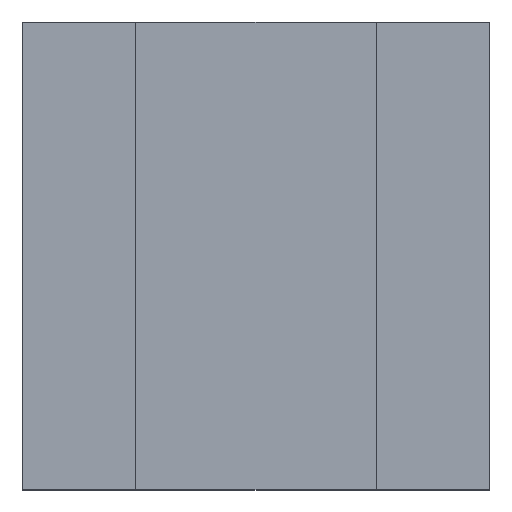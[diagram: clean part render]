
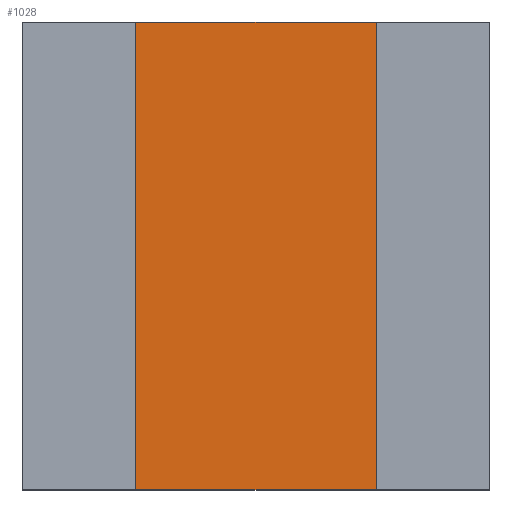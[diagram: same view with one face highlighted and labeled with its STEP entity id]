
A CAD part, top view. The second image highlights one B-rep face of the part: STEP entity #1028.
In plain terms, the highlighted planar face has unit normal (0, 0, 1).
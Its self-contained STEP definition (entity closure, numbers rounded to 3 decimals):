
#804=CARTESIAN_POINT('',(1.105,-2.146,2.108));
#803=VERTEX_POINT('',#804);
#814=CARTESIAN_POINT('',(-1.105,-2.146,2.108));
#813=VERTEX_POINT('',#814);
#812=EDGE_CURVE('',#813,#803,#817,.T.);
#817=LINE('',#814,#819);
#819=VECTOR('',#820,2.21);
#820=DIRECTION('',(1.0,0.0,0.0));
#853=CARTESIAN_POINT('',(1.105,2.146,2.108));
#852=VERTEX_POINT('',#853);
#861=EDGE_CURVE('',#803,#852,#866,.T.);
#866=LINE('',#804,#868);
#868=VECTOR('',#869,4.293);
#869=DIRECTION('',(0.0,1.0,0.0));
#902=CARTESIAN_POINT('',(-1.105,2.146,2.108));
#901=VERTEX_POINT('',#902);
#910=EDGE_CURVE('',#852,#901,#915,.T.);
#915=LINE('',#853,#917);
#917=VECTOR('',#918,2.21);
#918=DIRECTION('',(-1.0,0.0,0.0));
#959=EDGE_CURVE('',#901,#813,#964,.T.);
#964=LINE('',#902,#966);
#966=VECTOR('',#967,4.293);
#967=DIRECTION('',(0.0,-1.0,0.0));
#1028=ADVANCED_FACE('',(#1034),#1029,.T.);
#1029=PLANE('',#1030);
#1030=AXIS2_PLACEMENT_3D('',#1031,#1032,#1033);
#1031=CARTESIAN_POINT('',(-1.105,-2.146,2.108));
#1032=DIRECTION('',(0.0,0.0,1.0));
#1033=DIRECTION('',(0.,1.,0.));
#1034=FACE_OUTER_BOUND('',#1035,.T.);
#1035=EDGE_LOOP('',(#1036,#1046,#1056,#1066));
#1036=ORIENTED_EDGE('',*,*,#812,.T.);
#1046=ORIENTED_EDGE('',*,*,#861,.T.);
#1056=ORIENTED_EDGE('',*,*,#910,.T.);
#1066=ORIENTED_EDGE('',*,*,#959,.T.);
